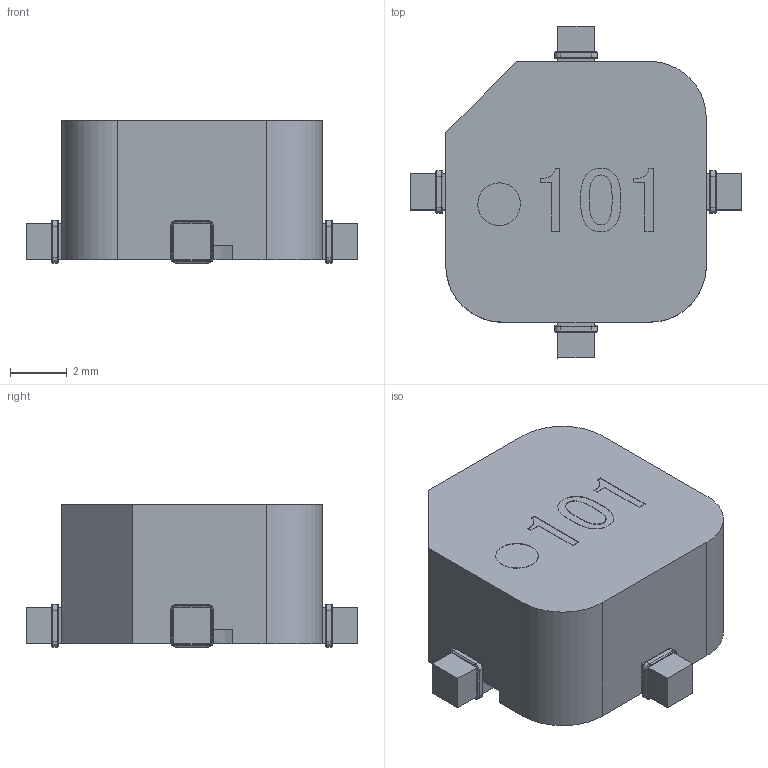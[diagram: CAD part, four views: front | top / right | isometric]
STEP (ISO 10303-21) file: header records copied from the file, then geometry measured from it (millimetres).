
FILE_DESCRIPTION( ('This file contains a STEP AP42 implementation' ,'as created by ZW3D STEP Interface translator.') ,'2;1' );
FILE_NAME( 'SF1206-L(101).stp' ,'14 925.104618', (''), ('ZWCAD Software Co.'), 'Version 1.0', 'ZW3D to STEP translator', '' );
FILE_SCHEMA( ('CONFIG_CONTROL_DESIGN') );
Length unit declared in the file: millimetre
Products named in the file (1): 0
Bounding box: 11.7 x 11.7 x 5.02 mm (x, y, z)
Volume: 174.7 mm3; surface area: 464.2 mm2
Topology: 5 solids, 5 shells, 263 faces, 660 edges, 408 vertices
Faces by surface type: bspline 263
Entity records: 7850 total; most frequent: CARTESIAN_POINT 4065, ORIENTED_EDGE 1320, EDGE_CURVE 660, B_SPLINE_CURVE_WITH_KNOTS 434, VERTEX_POINT 408, EDGE_LOOP 272, FACE_OUTER_BOUND 263, ADVANCED_FACE 263
